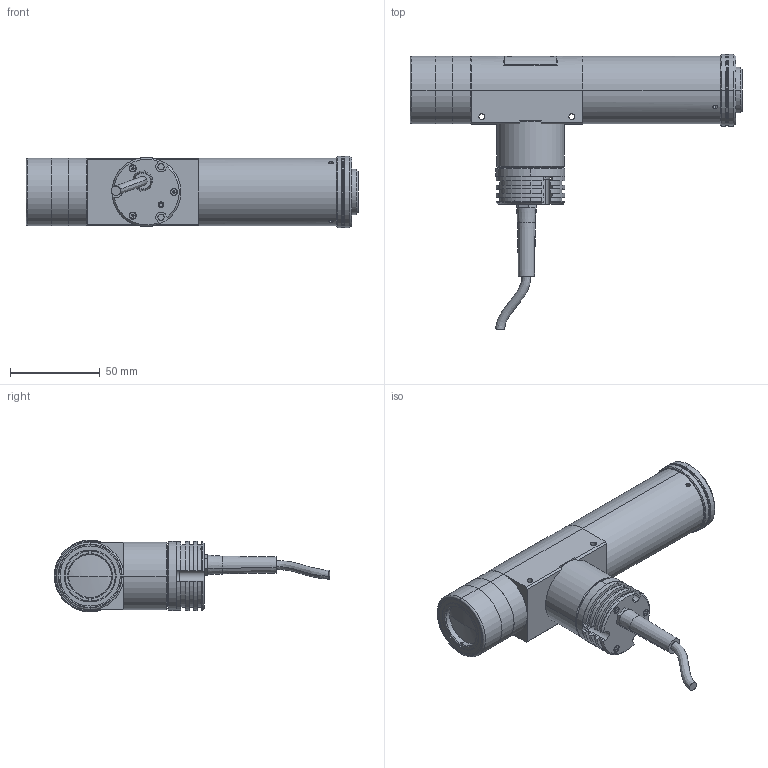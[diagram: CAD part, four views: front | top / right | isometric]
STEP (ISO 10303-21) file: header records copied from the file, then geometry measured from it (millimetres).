
FILE_DESCRIPTION (( 'STEP AP214' ), '1' );
FILE_NAME ('TCCX350.STEP', '2014-07-31T14:46:23', ( '' ), ( '' ), 'SwSTEP 2.0', 'SolidWorks 2013', '' );
FILE_SCHEMA (( 'AUTOMOTIVE_DESIGN' ));
Length unit declared in the file: millimetre
Products named in the file (1): TCCX350
Bounding box: 184.99 x 153.53 x 40 mm (x, y, z)
Surface area: 42689.9 mm2 (no closed solid volume)
Topology: 0 solids, 30 shells, 267 faces, 810 edges, 572 vertices
Faces by surface type: plane 120, cylinder 105, cone 26, torus 12, sphere 2, bspline 2
Entity records: 12588 total; most frequent: CARTESIAN_POINT 2174, DIRECTION 1675, ORIENTED_EDGE 1338, EDGE_CURVE 806, AXIS2_PLACEMENT_3D 635, VERTEX_POINT 572, LINE 405, VECTOR 405
